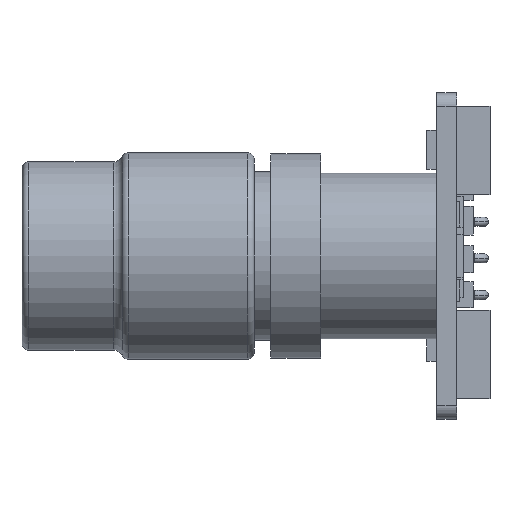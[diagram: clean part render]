
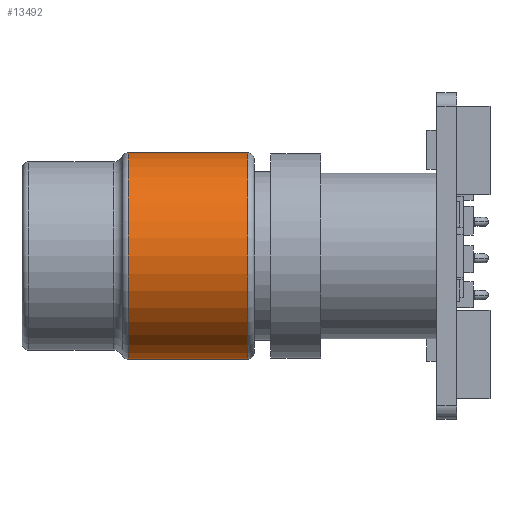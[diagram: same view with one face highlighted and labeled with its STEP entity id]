
A CAD part, left-side view. The second image highlights one B-rep face of the part: STEP entity #13492.
In plain terms, the highlighted cylindrical face has radius 7.91 mm (diameter 15.82 mm), a partial arc.
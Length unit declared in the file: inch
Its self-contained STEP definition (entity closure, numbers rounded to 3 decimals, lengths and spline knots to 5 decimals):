
#23 = LINE ( 'NONE', #8352, #6059 ) ;
#360 = LINE ( 'NONE', #8701, #8142 ) ;
#423 = AXIS2_PLACEMENT_3D ( 'NONE', #14442, #4975, #6286 ) ;
#1142 = EDGE_CURVE ( 'NONE', #4912, #4015, #360, .T. ) ;
#1150 = ORIENTED_EDGE ( 'NONE', *, *, #1142, .T. ) ;
#1528 = FACE_OUTER_BOUND ( 'NONE', #8165, .T. ) ;
#1692 = ORIENTED_EDGE ( 'NONE', *, *, #4707, .T. ) ;
#1699 = DIRECTION ( 'NONE',  ( 0., -1., 0. ) ) ;
#4015 = VERTEX_POINT ( 'NONE', #10202 ) ;
#4448 = CIRCLE ( 'NONE', #15182, 0.31141 ) ;
#4549 = CARTESIAN_POINT ( 'NONE',  ( -0.3774, 0.63, 0. ) ) ;
#4707 = EDGE_CURVE ( 'NONE', #4015, #7253, #4448, .T. ) ;
#4907 = ORIENTED_EDGE ( 'NONE', *, *, #7508, .T. ) ;
#4912 = VERTEX_POINT ( 'NONE', #6380 ) ;
#4975 = DIRECTION ( 'NONE',  ( 0., -1., 0. ) ) ;
#5073 = DIRECTION ( 'NONE',  ( 0., -1., 0. ) ) ;
#6059 = VECTOR ( 'NONE', #14327, 39.37008 ) ;
#6286 = DIRECTION ( 'NONE',  ( 0., 0., -1. ) ) ;
#6380 = CARTESIAN_POINT ( 'NONE',  ( -0.3774, 0.99, -0.31141 ) ) ;
#7253 = VERTEX_POINT ( 'NONE', #13457 ) ;
#7508 = EDGE_CURVE ( 'NONE', #12709, #4912, #10472, .T. ) ;
#7695 = DIRECTION ( 'NONE',  ( 0., 0., 1. ) ) ;
#8142 = VECTOR ( 'NONE', #5073, 39.37008 ) ;
#8165 = EDGE_LOOP ( 'NONE', ( #8517, #4907, #1150, #1692 ) ) ;
#8352 = CARTESIAN_POINT ( 'NONE',  ( -0.3774, 1.01, 0.31141 ) ) ;
#8517 = ORIENTED_EDGE ( 'NONE', *, *, #9664, .F. ) ;
#8701 = CARTESIAN_POINT ( 'NONE',  ( -0.3774, 1.01, -0.31141 ) ) ;
#9647 = CYLINDRICAL_SURFACE ( 'NONE', #423, 0.31141 ) ;
#9664 = EDGE_CURVE ( 'NONE', #12709, #7253, #23, .T. ) ;
#10202 = CARTESIAN_POINT ( 'NONE',  ( -0.3774, 0.63, -0.31141 ) ) ;
#10472 = CIRCLE ( 'NONE', #14251, 0.31141 ) ;
#10552 = DIRECTION ( 'NONE',  ( 0., 0., 1. ) ) ;
#11515 = DIRECTION ( 'NONE',  ( 0., 1., 0. ) ) ;
#12255 = CARTESIAN_POINT ( 'NONE',  ( -0.3774, 0.99, 0. ) ) ;
#12709 = VERTEX_POINT ( 'NONE', #14584 ) ;
#13457 = CARTESIAN_POINT ( 'NONE',  ( -0.3774, 0.63, 0.31141 ) ) ;
#13492 = ADVANCED_FACE ( 'NONE', ( #1528 ), #9647, .T. ) ;
#14251 = AXIS2_PLACEMENT_3D ( 'NONE', #12255, #1699, #7695 ) ;
#14327 = DIRECTION ( 'NONE',  ( 0., -1., 0. ) ) ;
#14442 = CARTESIAN_POINT ( 'NONE',  ( -0.3774, 1.01, 0. ) ) ;
#14584 = CARTESIAN_POINT ( 'NONE',  ( -0.3774, 0.99, 0.31141 ) ) ;
#15182 = AXIS2_PLACEMENT_3D ( 'NONE', #4549, #11515, #10552 ) ;
